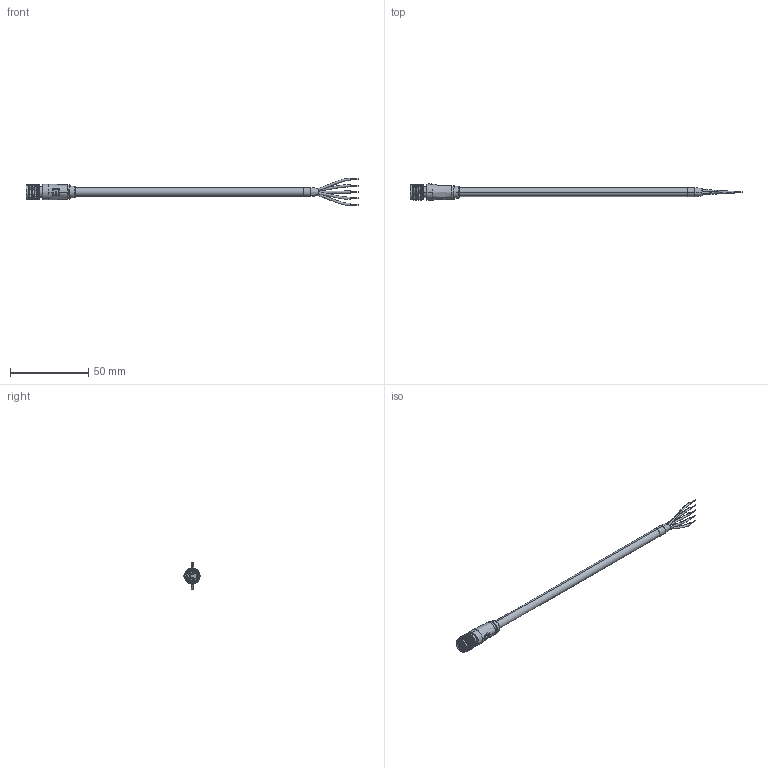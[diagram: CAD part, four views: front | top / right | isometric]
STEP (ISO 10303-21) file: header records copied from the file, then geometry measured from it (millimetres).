
FILE_DESCRIPTION (( 'STEP AP203' ), '1' );
FILE_NAME ('10-04139.STEP', '2021-10-04T20:43:49', ( '' ), ( '' ), 'SwSTEP 2.0', 'SolidWorks 2021', '' );
FILE_SCHEMA (( 'CONFIG_CONTROL_DESIGN' ));
Length unit declared in the file: millimetre
Products named in the file (9): 50-00682-05___; 50-00682-03___; 50-00682___; 50-00682-04___; 50-00682-02___; 30-01579_s + t; 10-04139; 24-00378_3D print; 50-00682-01___
Assembly tree (11 placements, depth 3):
  10-04139
    30-01579_s + t
    24-00378_3D print
    50-00682___
      50-00682-01___
      50-00682-02___
      50-00682-03___  x4
      50-00682-04___
      50-00682-05___
Bounding box: 211.5 x 10.25 x 17.4 mm (x, y, z)
Volume: 5742.1 mm3; surface area: 40956 mm2
Topology: 424 solids, 424 shells, 4251 faces, 10052 edges, 6664 vertices
Faces by surface type: cylinder 2062, bspline 996, plane 978, cone 206, torus 9
Entity records: 228583 total; most frequent: CARTESIAN_POINT 139925, ORIENTED_EDGE 19396, DIRECTION 15526, EDGE_CURVE 9698, AXIS2_PLACEMENT_3D 6820, VERTEX_POINT 6446, EDGE_LOOP 4964, FACE_OUTER_BOUND 4112
